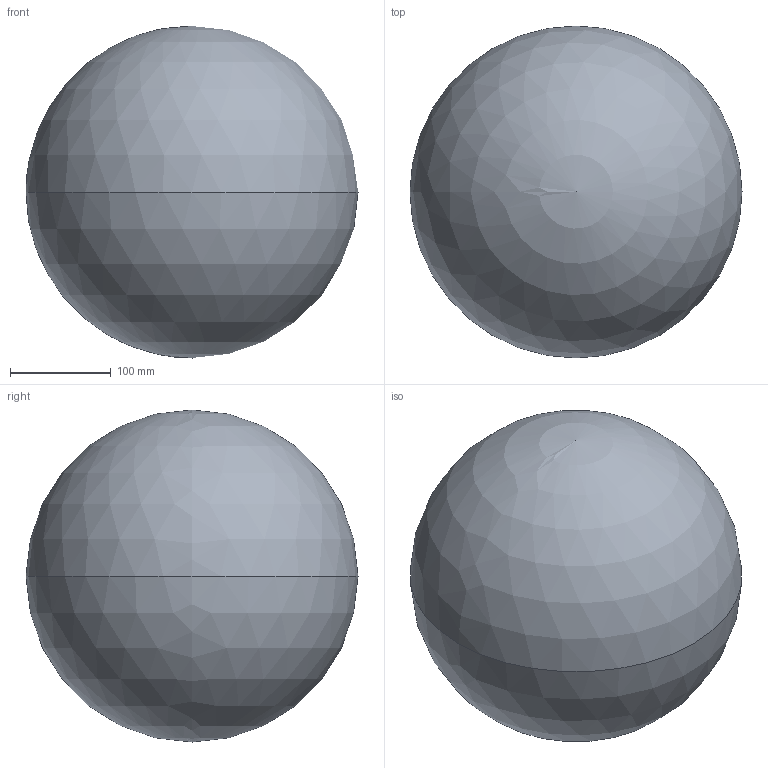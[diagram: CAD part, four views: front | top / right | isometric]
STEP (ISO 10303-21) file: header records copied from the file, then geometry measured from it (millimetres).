
FILE_DESCRIPTION (( 'STEP AP214' ), '1' );
FILE_NAME ('GE-19187.step', '2018-12-26T14:16:00', ( '' ), ( '' ), 'SwSTEP 2.0', 'SolidWorks 2018', '' );
FILE_SCHEMA (( 'AUTOMOTIVE_DESIGN' ));
Length unit declared in the file: inch
Products named in the file (1): GE-19187
Bounding box: 330.2 x 330.2 x 330.2 mm (x, y, z)
Volume: 18850801.9 mm3; surface area: 342534.3 mm2
Topology: 1 solids, 1 shells, 2 faces, 7 edges, 5 vertices
Faces by surface type: sphere 2
Entity records: 84 total; most frequent: DIRECTION 10, CARTESIAN_POINT 7, AXIS2_PLACEMENT_3D 5, ORIENTED_EDGE 4, LENGTH_MEASURE_WITH_UNIT 3, UNCERTAINTY_MEASURE_WITH_UNIT 3, DIMENSIONAL_EXPONENTS 3, VERTEX_POINT 2
